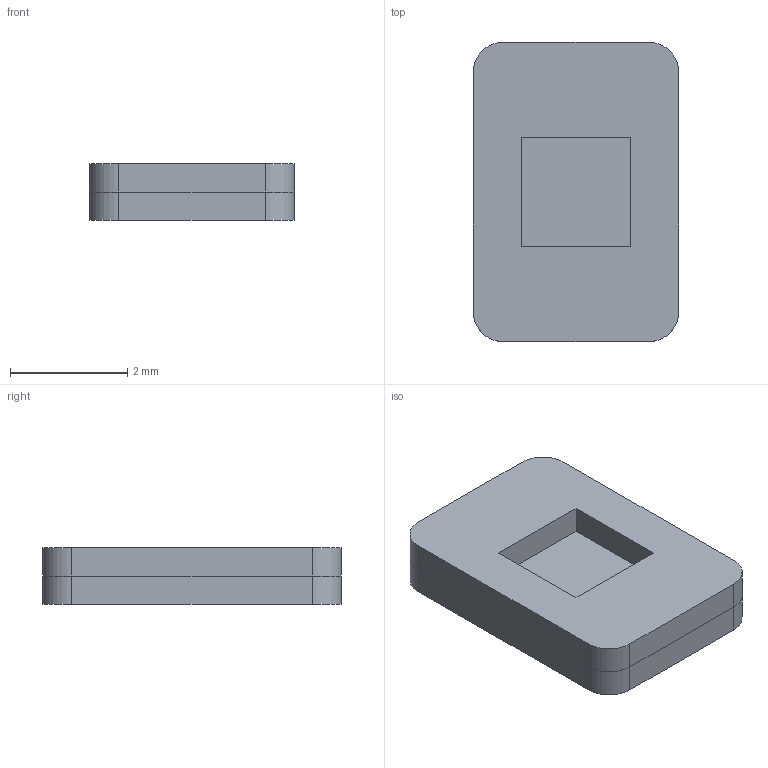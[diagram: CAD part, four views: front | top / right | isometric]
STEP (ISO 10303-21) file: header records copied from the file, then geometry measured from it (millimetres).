
FILE_DESCRIPTION(('FreeCAD Model'),'2;1');
FILE_NAME('Open CASCADE Shape Model','2024-03-24T18:23:37',('FreeCAD'),( 'FreeCAD'),'Open CASCADE STEP processor 7.6','FreeCAD','Unknown');
FILE_SCHEMA(('AUTOMOTIVE_DESIGN { 1 0 10303 214 1 1 1 1 }'));
Length unit declared in the file: millimetre
Products named in the file (1): Open CASCADE STEP translator 7.6 1
Bounding box: 3.5 x 5.1 x 0.96 mm (x, y, z)
Volume: 15.3 mm3; surface area: 54.5 mm2
Topology: 1 solids, 1 shells, 23 faces, 52 edges, 32 vertices
Faces by surface type: plane 15, cylinder 8
Entity records: 1320 total; most frequent: DIRECTION 216, CARTESIAN_POINT 212, LINE 136, VECTOR 136, ORIENTED_EDGE 104, PCURVE 104, DEFINITIONAL_REPRESENTATION 104, EDGE_CURVE 52
